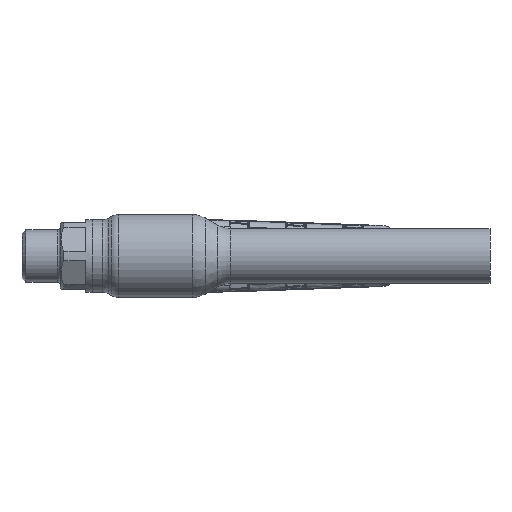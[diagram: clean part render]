
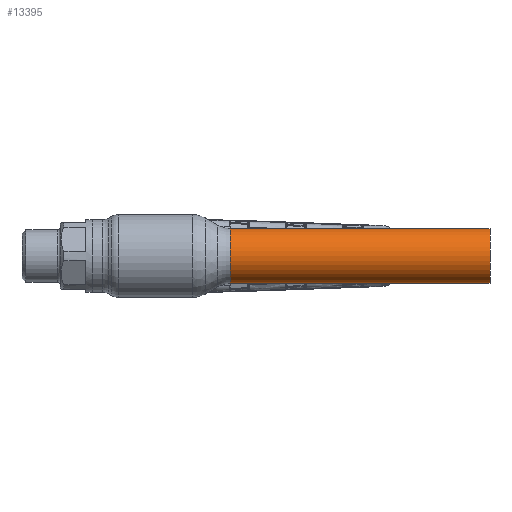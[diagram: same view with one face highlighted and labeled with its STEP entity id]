
A CAD part, front view. The second image highlights one B-rep face of the part: STEP entity #13395.
In plain terms, the highlighted cylindrical face has radius 8.6 mm (diameter 17.2 mm), a partial arc.
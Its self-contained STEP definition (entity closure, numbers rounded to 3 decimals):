
#291 = CARTESIAN_POINT ( 'NONE',  ( 105., 0., -8.6 ) ) ;
#682 = VECTOR ( 'NONE', #64584, 1000. ) ;
#2162 = FACE_OUTER_BOUND ( 'NONE', #13304, .T. ) ;
#2188 = VERTEX_POINT ( 'NONE', #291 ) ;
#3068 = AXIS2_PLACEMENT_3D ( 'NONE', #45211, #50948, #50614 ) ;
#3171 = CARTESIAN_POINT ( 'NONE',  ( 105., 0., 8.6 ) ) ;
#3485 = LINE ( 'NONE', #35765, #60047 ) ;
#7189 = CYLINDRICAL_SURFACE ( 'NONE', #3068, 8.6 ) ;
#8144 = AXIS2_PLACEMENT_3D ( 'NONE', #35655, #10063, #8744 ) ;
#8744 = DIRECTION ( 'NONE',  ( 0., 0., -1. ) ) ;
#10063 = DIRECTION ( 'NONE',  ( 1., 0., 0. ) ) ;
#10510 = VERTEX_POINT ( 'NONE', #3171 ) ;
#13304 = EDGE_LOOP ( 'NONE', ( #45645, #50806, #17915, #47881 ) ) ;
#13395 = ADVANCED_FACE ( 'NONE', ( #2162 ), #7189, .T. ) ;
#13472 = EDGE_CURVE ( 'NONE', #49195, #10510, #3485, .T. ) ;
#14418 = LINE ( 'NONE', #49773, #682 ) ;
#17915 = ORIENTED_EDGE ( 'NONE', *, *, #60999, .T. ) ;
#19636 = DIRECTION ( 'NONE',  ( 1., 0., 0. ) ) ;
#20265 = CARTESIAN_POINT ( 'NONE',  ( 23.515, 0., -8.6 ) ) ;
#20403 = AXIS2_PLACEMENT_3D ( 'NONE', #61269, #29598, #55889 ) ;
#29598 = DIRECTION ( 'NONE',  ( 1., 0., 0. ) ) ;
#31141 = CIRCLE ( 'NONE', #20403, 8.6 ) ;
#35655 = CARTESIAN_POINT ( 'NONE',  ( 105., 0., 0. ) ) ;
#35765 = CARTESIAN_POINT ( 'NONE',  ( 62.69, 0., 8.6 ) ) ;
#36114 = CIRCLE ( 'NONE', #8144, 8.6 ) ;
#45211 = CARTESIAN_POINT ( 'NONE',  ( 62.69, 0., 0. ) ) ;
#45645 = ORIENTED_EDGE ( 'NONE', *, *, #13472, .F. ) ;
#47881 = ORIENTED_EDGE ( 'NONE', *, *, #65528, .F. ) ;
#49195 = VERTEX_POINT ( 'NONE', #66601 ) ;
#49773 = CARTESIAN_POINT ( 'NONE',  ( 62.69, 0., -8.6 ) ) ;
#50614 = DIRECTION ( 'NONE',  ( 0., 0., -1. ) ) ;
#50806 = ORIENTED_EDGE ( 'NONE', *, *, #64604, .T. ) ;
#50948 = DIRECTION ( 'NONE',  ( 1., 0., 0. ) ) ;
#55889 = DIRECTION ( 'NONE',  ( 0., 0., -1. ) ) ;
#60047 = VECTOR ( 'NONE', #19636, 1000. ) ;
#60999 = EDGE_CURVE ( 'NONE', #63714, #2188, #14418, .T. ) ;
#61269 = CARTESIAN_POINT ( 'NONE',  ( 23.515, 0., 0. ) ) ;
#63714 = VERTEX_POINT ( 'NONE', #20265 ) ;
#64584 = DIRECTION ( 'NONE',  ( 1., 0., 0. ) ) ;
#64604 = EDGE_CURVE ( 'NONE', #49195, #63714, #31141, .T. ) ;
#65528 = EDGE_CURVE ( 'NONE', #10510, #2188, #36114, .T. ) ;
#66601 = CARTESIAN_POINT ( 'NONE',  ( 23.515, 0., 8.6 ) ) ;
